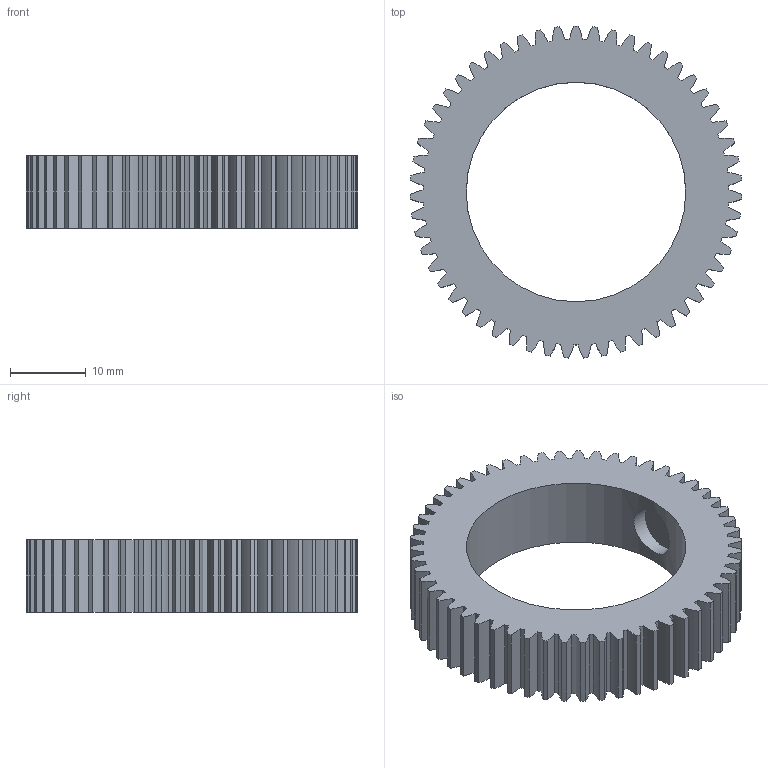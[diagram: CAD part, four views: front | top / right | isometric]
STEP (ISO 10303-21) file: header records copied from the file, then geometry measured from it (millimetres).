
FILE_DESCRIPTION(/* description */ (''),/* implementation_level */ '2;1');
FILE_NAME(/* name */ 'Big_gear.step',/* time_stamp */ '2024-05-14T10:36:29-04:00',/* author */ (''),/* organization */ (''),/* preprocessor_version */ 'ST-DEVELOPER v20',/* originating_system */ 'Autodesk Translation Framework v12.20.1.177',/* authorisation */ '');
FILE_SCHEMA (('AUTOMOTIVE_DESIGN { 1 0 10303 214 3 1 1 }'));
Length unit declared in the file: millimetre
Products named in the file (2): (Unsaved); Spur Gear14
Assembly tree (1 placements, depth 2):
  (Unsaved)
    Spur Gear14
Bounding box: 43.86 x 43.84 x 9.53 mm (x, y, z)
Volume: 6920.5 mm3; surface area: 4977.2 mm2
Topology: 1 solids, 1 shells, 227 faces, 672 edges, 448 vertices
Faces by surface type: cylinder 223, plane 4
Full cylindrical faces by diameter (mm): 6.599 x2, 29 x1
Entity records: 7994 total; most frequent: DIRECTION 1572, CARTESIAN_POINT 1418, ORIENTED_EDGE 1344, AXIS2_PLACEMENT_3D 674, EDGE_CURVE 672, VERTEX_POINT 448, CIRCLE 444, EDGE_LOOP 230
